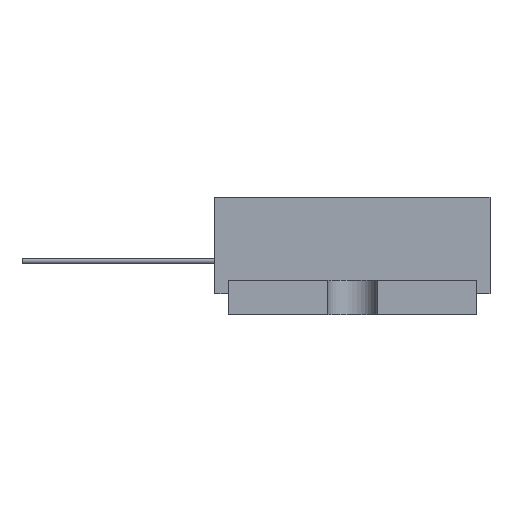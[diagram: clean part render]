
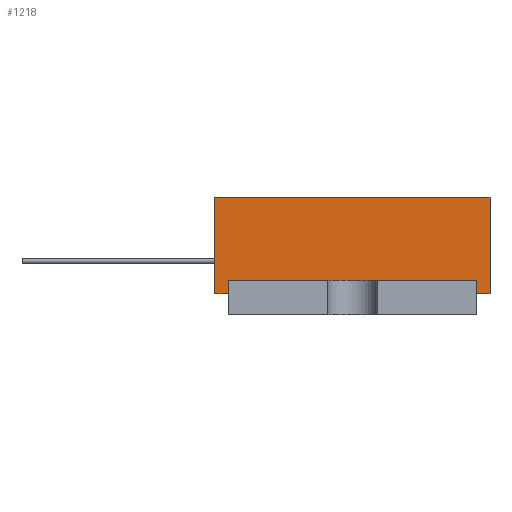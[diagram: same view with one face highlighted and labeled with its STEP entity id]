
A CAD part, left-side view. The second image highlights one B-rep face of the part: STEP entity #1218.
In plain terms, the highlighted planar face has unit normal (-1, 0, 0).
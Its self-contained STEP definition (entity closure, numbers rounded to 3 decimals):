
#1218=ADVANCED_FACE('',(#2419),#2421,.T.);
#2419=FACE_BOUND('',#2420,.T.);
#2420=EDGE_LOOP('',(#3462,#3463,#3464,#3465,#3466,#3467,#3468,#3469));
#2421=PLANE('',#2422);
#2422=AXIS2_PLACEMENT_3D('',#2423,#2424,#2425);
#2423=CARTESIAN_POINT('',(-27.5,10.,1.5));
#2424=DIRECTION('',(-1.,0.,0.));
#2425=DIRECTION('',(0.,-1.,0.));
#3462=ORIENTED_EDGE('',*,*,#4085,.T.);
#3463=ORIENTED_EDGE('',*,*,#4086,.T.);
#3464=ORIENTED_EDGE('',*,*,#4087,.T.);
#3465=ORIENTED_EDGE('',*,*,#4088,.T.);
#3466=ORIENTED_EDGE('',*,*,#3706,.F.);
#3467=ORIENTED_EDGE('',*,*,#4089,.F.);
#3468=ORIENTED_EDGE('',*,*,#4090,.T.);
#3469=ORIENTED_EDGE('',*,*,#4091,.T.);
#3706=EDGE_CURVE('',#4153,#4154,#4155,.T.);
#4085=EDGE_CURVE('',#4784,#4785,#4786,.T.);
#4086=EDGE_CURVE('',#4785,#4787,#4788,.T.);
#4087=EDGE_CURVE('',#4787,#4789,#4790,.T.);
#4088=EDGE_CURVE('',#4789,#4154,#4791,.T.);
#4089=EDGE_CURVE('',#4792,#4153,#4793,.T.);
#4090=EDGE_CURVE('',#4792,#4794,#4795,.T.);
#4091=EDGE_CURVE('',#4794,#4784,#4796,.T.);
#4153=VERTEX_POINT('',#4904);
#4154=VERTEX_POINT('',#4905);
#4155=LINE('',#4906,#4907);
#4784=VERTEX_POINT('',#6323);
#4785=VERTEX_POINT('',#6324);
#4786=LINE('',#6325,#6326);
#4787=VERTEX_POINT('',#6328);
#4788=LINE('',#6329,#6330);
#4789=VERTEX_POINT('',#6332);
#4790=LINE('',#6333,#6334);
#4791=LINE('',#6336,#6337);
#4792=VERTEX_POINT('',#6339);
#4793=LINE('',#6340,#6341);
#4794=VERTEX_POINT('',#6343);
#4795=LINE('',#6344,#6345);
#4796=LINE('',#6347,#6348);
#4904=CARTESIAN_POINT('',(-27.5,10.,8.5));
#4905=CARTESIAN_POINT('',(-27.5,-10.,8.5));
#4906=CARTESIAN_POINT('',(-27.5,10.,8.5));
#4907=VECTOR('',#4908,1.);
#4908=DIRECTION('',(0.,-1.,0.));
#6323=CARTESIAN_POINT('',(-27.5,9.,2.5));
#6324=CARTESIAN_POINT('',(-27.5,-9.,2.5));
#6325=CARTESIAN_POINT('',(-27.5,9.,2.5));
#6326=VECTOR('',#6327,1.);
#6327=DIRECTION('',(0.,-1.,0.));
#6328=CARTESIAN_POINT('',(-27.5,-9.,1.5));
#6329=CARTESIAN_POINT('',(-27.5,-9.,2.5));
#6330=VECTOR('',#6331,1.);
#6331=DIRECTION('',(0.,0.,-1.));
#6332=CARTESIAN_POINT('',(-27.5,-10.,1.5));
#6333=CARTESIAN_POINT('',(-27.5,-9.,1.5));
#6334=VECTOR('',#6335,1.);
#6335=DIRECTION('',(0.,-1.,0.));
#6336=CARTESIAN_POINT('',(-27.5,-10.,1.5));
#6337=VECTOR('',#6338,1.);
#6338=DIRECTION('',(0.,0.,1.));
#6339=CARTESIAN_POINT('',(-27.5,10.,1.5));
#6340=CARTESIAN_POINT('',(-27.5,10.,1.5));
#6341=VECTOR('',#6342,1.);
#6342=DIRECTION('',(0.,0.,1.));
#6343=CARTESIAN_POINT('',(-27.5,9.,1.5));
#6344=CARTESIAN_POINT('',(-27.5,10.,1.5));
#6345=VECTOR('',#6346,1.);
#6346=DIRECTION('',(0.,-1.,0.));
#6347=CARTESIAN_POINT('',(-27.5,9.,1.5));
#6348=VECTOR('',#6349,1.);
#6349=DIRECTION('',(0.,0.,1.));
